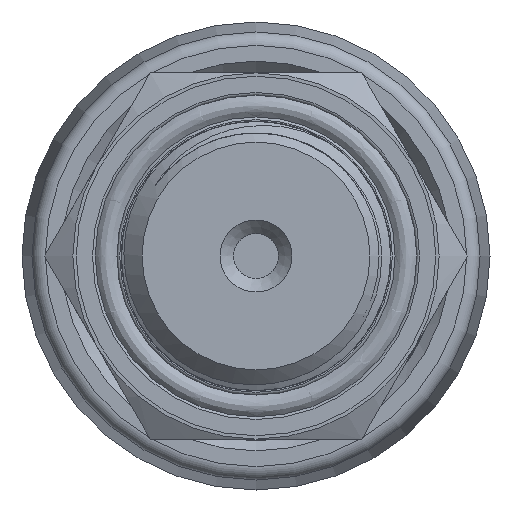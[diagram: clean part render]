
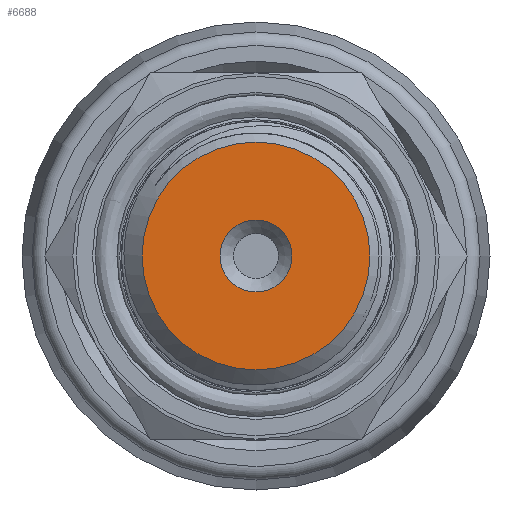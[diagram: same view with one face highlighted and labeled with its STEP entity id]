
A CAD part, left-side view. The second image highlights one B-rep face of the part: STEP entity #6688.
In plain terms, the highlighted planar face has unit normal (-1, 0, 0).
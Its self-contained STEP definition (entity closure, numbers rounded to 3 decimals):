
#113=PLANE('',#7045);
#418=FACE_BOUND('',#1197,.T.);
#797=FACE_OUTER_BOUND('',#1196,.T.);
#1196=EDGE_LOOP('',(#6252));
#1197=EDGE_LOOP('',(#6253));
#1335=CIRCLE('',#6999,8.4);
#1363=CIRCLE('',#7044,2.65);
#3207=VERTEX_POINT('',#24394);
#3230=VERTEX_POINT('',#25754);
#4197=EDGE_CURVE('',#3207,#3207,#1335,.T.);
#4239=EDGE_CURVE('',#3230,#3230,#1363,.T.);
#6252=ORIENTED_EDGE('',*,*,#4197,.T.);
#6253=ORIENTED_EDGE('',*,*,#4239,.T.);
#6688=ADVANCED_FACE('',(#797,#418),#113,.T.);
#6999=AXIS2_PLACEMENT_3D('',#24396,#7953,#7954);
#7044=AXIS2_PLACEMENT_3D('',#25756,#8051,#8052);
#7045=AXIS2_PLACEMENT_3D('',#25757,#8053,#8054);
#7953=DIRECTION('center_axis',(-1.,0.,0.));
#7954=DIRECTION('ref_axis',(0.,1.,0.));
#8051=DIRECTION('center_axis',(1.,0.,0.));
#8052=DIRECTION('ref_axis',(0.,0.,-1.));
#8053=DIRECTION('center_axis',(-1.,0.,0.));
#8054=DIRECTION('ref_axis',(0.,0.,1.));
#24394=CARTESIAN_POINT('',(-61.,-8.4,0.));
#24396=CARTESIAN_POINT('Origin',(-61.,0.,0.));
#25754=CARTESIAN_POINT('',(-61.,-2.65,0.));
#25756=CARTESIAN_POINT('Origin',(-61.,0.,0.));
#25757=CARTESIAN_POINT('Origin',(-61.,10.,0.));
